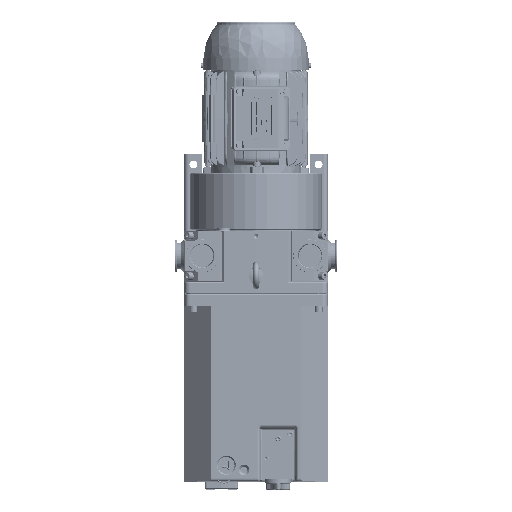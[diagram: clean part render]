
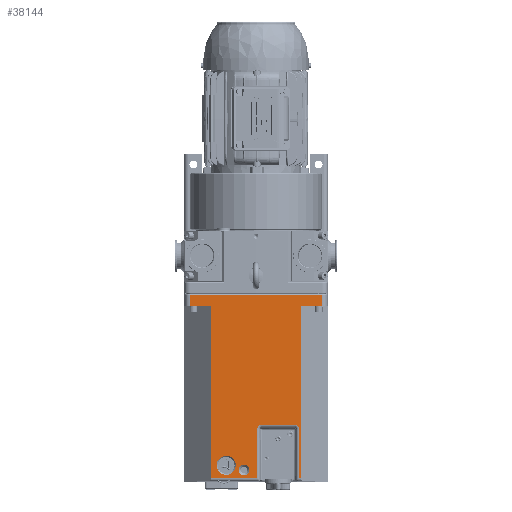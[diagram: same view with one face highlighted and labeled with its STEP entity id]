
A CAD part, top view. The second image highlights one B-rep face of the part: STEP entity #38144.
In plain terms, the highlighted planar face has unit normal (0, 0, 1).
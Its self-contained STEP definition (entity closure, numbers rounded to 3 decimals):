
#17038=PLANE('',#89741);
#23145=CIRCLE('',#89147,16.);
#23366=CIRCLE('',#89586,7.5);
#23371=CIRCLE('',#89594,7.5);
#23446=CIRCLE('',#89740,9.);
#28130=LINE('',#157088,#33358);
#28223=LINE('',#157292,#33451);
#28359=LINE('',#157935,#33587);
#28361=LINE('',#157940,#33589);
#28591=LINE('',#159156,#33819);
#28596=LINE('',#159189,#33824);
#28597=LINE('',#159200,#33825);
#28599=LINE('',#159221,#33827);
#28600=LINE('',#159223,#33828);
#28602=LINE('',#159274,#33830);
#28655=LINE('',#160011,#33883);
#28656=LINE('',#160013,#33884);
#33358=VECTOR('',#106609,1.);
#33451=VECTOR('',#106746,1.);
#33587=VECTOR('',#107228,1.);
#33589=VECTOR('',#107234,1.);
#33819=VECTOR('',#108230,1.);
#33824=VECTOR('',#108241,1.);
#33825=VECTOR('',#108244,1.);
#33827=VECTOR('',#108260,1.);
#33828=VECTOR('',#108263,1.);
#33830=VECTOR('',#108275,1.);
#33883=VECTOR('',#108616,1.);
#33884=VECTOR('',#108617,1.);
#38144=ADVANCED_FACE('',(#40780,#40781,#40782),#17038,.T.);
#40780=FACE_BOUND('',#45880,.T.);
#40781=FACE_BOUND('',#45881,.T.);
#40782=FACE_BOUND('',#45882,.T.);
#45880=EDGE_LOOP('',(#65350));
#45881=EDGE_LOOP('',(#65351));
#45882=EDGE_LOOP('',(#65352,#65353,#65354,#65355,#65356,#65357,#65358,#65359,
#65360,#65361,#65362,#65363,#65364,#65365));
#65350=ORIENTED_EDGE('',*,*,#80918,.T.);
#65351=ORIENTED_EDGE('',*,*,#81590,.T.);
#65352=ORIENTED_EDGE('',*,*,#81591,.F.);
#65353=ORIENTED_EDGE('',*,*,#80971,.F.);
#65354=ORIENTED_EDGE('',*,*,#80645,.F.);
#65355=ORIENTED_EDGE('',*,*,#81421,.F.);
#65356=ORIENTED_EDGE('',*,*,#81429,.F.);
#65357=ORIENTED_EDGE('',*,*,#81439,.F.);
#65358=ORIENTED_EDGE('',*,*,#81443,.F.);
#65359=ORIENTED_EDGE('',*,*,#81440,.F.);
#65360=ORIENTED_EDGE('',*,*,#81434,.F.);
#65361=ORIENTED_EDGE('',*,*,#81431,.F.);
#65362=ORIENTED_EDGE('',*,*,#81446,.F.);
#65363=ORIENTED_EDGE('',*,*,#80741,.T.);
#65364=ORIENTED_EDGE('',*,*,#80968,.F.);
#65365=ORIENTED_EDGE('',*,*,#81592,.F.);
#71230=VERTEX_POINT('',#157085);
#71231=VERTEX_POINT('',#157087);
#71317=VERTEX_POINT('',#157285);
#71320=VERTEX_POINT('',#157291);
#71448=VERTEX_POINT('',#157662);
#71497=VERTEX_POINT('',#157933);
#71499=VERTEX_POINT('',#157939);
#71742=VERTEX_POINT('',#159155);
#71747=VERTEX_POINT('',#159188);
#71748=VERTEX_POINT('',#159198);
#71750=VERTEX_POINT('',#159201);
#71752=VERTEX_POINT('',#159207);
#71754=VERTEX_POINT('',#159220);
#71755=VERTEX_POINT('',#159224);
#71825=VERTEX_POINT('',#160010);
#71826=VERTEX_POINT('',#160012);
#80645=EDGE_CURVE('',#71231,#71230,#28130,.T.);
#80741=EDGE_CURVE('',#71317,#71320,#28223,.T.);
#80918=EDGE_CURVE('',#71448,#71448,#23145,.T.);
#80968=EDGE_CURVE('',#71497,#71320,#28359,.T.);
#80971=EDGE_CURVE('',#71230,#71499,#28361,.T.);
#81421=EDGE_CURVE('',#71742,#71231,#28591,.T.);
#81429=EDGE_CURVE('',#71747,#71742,#28596,.T.);
#81431=EDGE_CURVE('',#71748,#71750,#28597,.T.);
#81434=EDGE_CURVE('',#71750,#71752,#23366,.T.);
#81439=EDGE_CURVE('',#71754,#71747,#28599,.T.);
#81440=EDGE_CURVE('',#71752,#71755,#28600,.T.);
#81443=EDGE_CURVE('',#71755,#71754,#23371,.T.);
#81446=EDGE_CURVE('',#71317,#71748,#28602,.T.);
#81590=EDGE_CURVE('',#71825,#71825,#23446,.T.);
#81591=EDGE_CURVE('',#71499,#71826,#28655,.T.);
#81592=EDGE_CURVE('',#71826,#71497,#28656,.T.);
#89147=AXIS2_PLACEMENT_3D('',#157661,#107113,#107114);
#89586=AXIS2_PLACEMENT_3D('',#159206,#108250,#108251);
#89594=AXIS2_PLACEMENT_3D('',#159229,#108269,#108270);
#89740=AXIS2_PLACEMENT_3D('',#160009,#108614,#108615);
#89741=AXIS2_PLACEMENT_3D('',#160014,#108618,#108619);
#106609=DIRECTION('',(0.,1.,0.));
#106746=DIRECTION('',(1.,0.,0.));
#107113=DIRECTION('',(0.,0.,-1.));
#107114=DIRECTION('',(0.,1.,0.));
#107228=DIRECTION('',(0.,1.,0.));
#107234=DIRECTION('',(1.,0.,0.));
#108230=DIRECTION('',(1.,0.,0.));
#108241=DIRECTION('',(0.,1.,0.));
#108244=DIRECTION('',(1.,0.,0.));
#108250=DIRECTION('',(0.,0.,1.));
#108251=DIRECTION('',(0.707,-0.707,0.));
#108260=DIRECTION('',(-1.,0.,0.));
#108263=DIRECTION('',(0.,1.,0.));
#108269=DIRECTION('',(0.,0.,1.));
#108270=DIRECTION('',(0.707,0.707,0.));
#108275=DIRECTION('',(0.,1.,0.));
#108614=DIRECTION('',(0.,0.,-1.));
#108615=DIRECTION('',(0.,1.,0.));
#108616=DIRECTION('',(0.,-1.,0.));
#108617=DIRECTION('',(-1.,0.,0.));
#108618=DIRECTION('',(0.,0.,1.));
#108619=DIRECTION('',(1.,0.,0.));
#157085=CARTESIAN_POINT('',(-20.,110.,142.5));
#157087=CARTESIAN_POINT('',(-20.,75.,142.5));
#157088=CARTESIAN_POINT('',(-20.,75.,142.5));
#157285=CARTESIAN_POINT('',(-309.,-75.,142.5));
#157291=CARTESIAN_POINT('',(-20.,-75.,142.5));
#157292=CARTESIAN_POINT('',(-309.,-75.,142.5));
#157661=CARTESIAN_POINT('',(-287.,50.,142.5));
#157662=CARTESIAN_POINT('',(-287.,66.,142.5));
#157933=CARTESIAN_POINT('',(-20.,-110.,142.5));
#157935=CARTESIAN_POINT('',(-20.,-110.,142.5));
#157939=CARTESIAN_POINT('',(-2.009,110.,142.5));
#157940=CARTESIAN_POINT('',(-20.,110.,142.5));
#159155=CARTESIAN_POINT('',(-309.,75.,142.5));
#159156=CARTESIAN_POINT('',(-309.,75.,142.5));
#159188=CARTESIAN_POINT('',(-309.,-2.,142.5));
#159189=CARTESIAN_POINT('',(-309.,-2.,142.5));
#159198=CARTESIAN_POINT('',(-309.,-72.,142.5));
#159200=CARTESIAN_POINT('',(-309.,-72.,142.5));
#159201=CARTESIAN_POINT('',(-226.5,-72.,142.5));
#159206=CARTESIAN_POINT('',(-226.5,-64.5,142.5));
#159207=CARTESIAN_POINT('',(-219.,-64.5,142.5));
#159220=CARTESIAN_POINT('',(-226.5,-2.,142.5));
#159221=CARTESIAN_POINT('',(-226.5,-2.,142.5));
#159223=CARTESIAN_POINT('',(-219.,-64.5,142.5));
#159224=CARTESIAN_POINT('',(-219.,-9.5,142.5));
#159229=CARTESIAN_POINT('',(-226.5,-9.5,142.5));
#159274=CARTESIAN_POINT('',(-309.,-75.,142.5));
#160009=CARTESIAN_POINT('',(-295.,20.,142.5));
#160010=CARTESIAN_POINT('',(-295.,29.,142.5));
#160011=CARTESIAN_POINT('',(-2.009,110.,142.5));
#160012=CARTESIAN_POINT('',(-2.009,-110.,142.5));
#160013=CARTESIAN_POINT('',(-2.009,-110.,142.5));
#160014=CARTESIAN_POINT('',(0.,120.,142.5));
